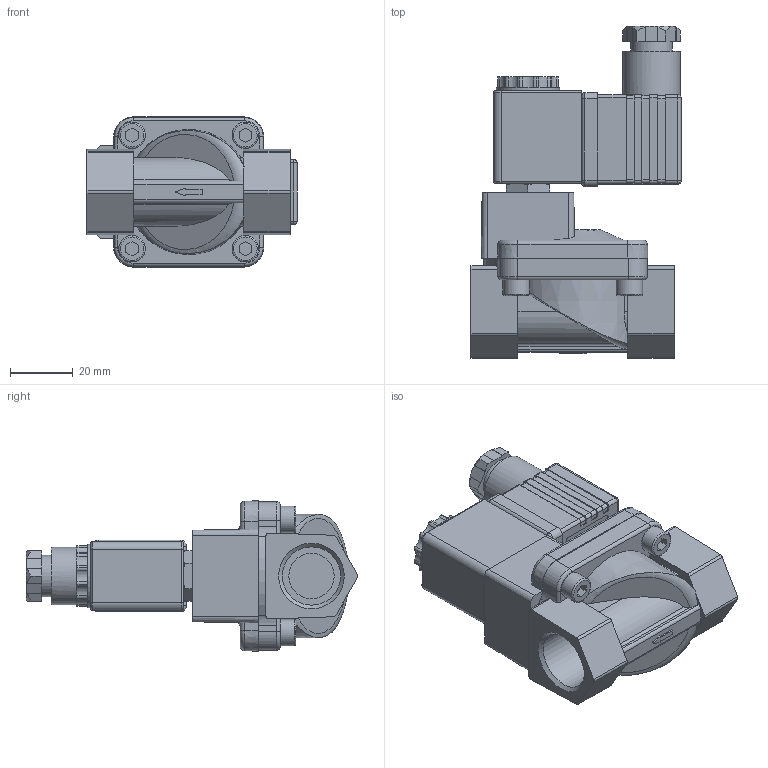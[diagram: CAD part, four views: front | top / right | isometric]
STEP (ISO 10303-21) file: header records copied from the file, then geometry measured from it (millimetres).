
FILE_DESCRIPTION((''),'2;1');
FILE_NAME('MS2A15F015I24=stp.stp','2022-01-20T14:44:11',('RL'),(''),'Autodesk Inventor 2012','Autodesk Inventor 2012','');
FILE_SCHEMA(('AUTOMOTIVE_DESIGN { 1 0 10303 214 1 1 1 1 }'));
Length unit declared in the file: millimetre
Products named in the file (3): MS2A15F015I24/=; MS2A15E015I23050; GDB09
Assembly tree (2 placements, depth 2):
  MS2A15F015I24/=
    MS2A15E015I23050
    GDB09
Bounding box: 67.1 x 106.06 x 48 mm (x, y, z)
Volume: 113848.7 mm3; surface area: 30674.7 mm2
Topology: 3 solids, 7 shells, 511 faces, 1314 edges, 853 vertices
Faces by surface type: plane 275, cylinder 167, cone 40, torus 19, bspline 6, sphere 4
Full cylindrical faces by diameter (mm): 1.7 x3, 2.459 x1, 4.134 x4, 5 x5, 5.5 x4, 6 x1, 6.9 x1, 7.1 x1, 8.5 x4, 11 x1, 13.2 x1, 14.5 x2, 18.3 x1, 18.631 x2, 20.2 x1
Entity records: 16288 total; most frequent: CARTESIAN_POINT 3333, DIRECTION 2610, ORIENTED_EDGE 2492, EDGE_CURVE 1246, AXIS2_PLACEMENT_3D 934, VERTEX_POINT 837, VECTOR 742, LINE 742
